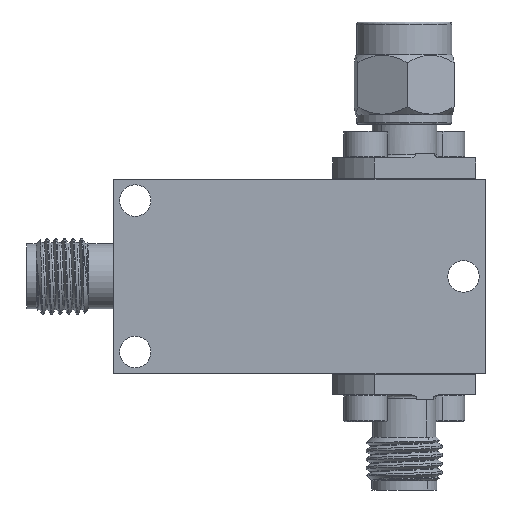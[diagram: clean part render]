
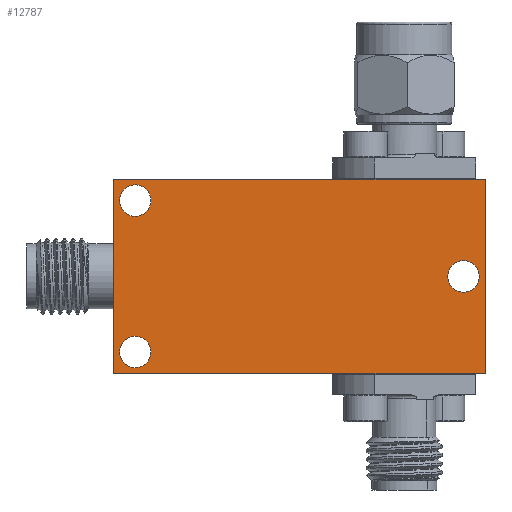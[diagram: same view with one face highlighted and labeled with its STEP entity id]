
A CAD part, front view. The second image highlights one B-rep face of the part: STEP entity #12787.
In plain terms, the highlighted planar face has unit normal (0, -1, 0).
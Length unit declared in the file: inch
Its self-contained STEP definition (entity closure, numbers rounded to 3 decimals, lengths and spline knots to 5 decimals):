
#43 = EDGE_CURVE ( 'NONE', #3800, #650, #13249, .T. ) ;
#157 = LINE ( 'NONE', #8886, #5688 ) ;
#168 = DIRECTION ( 'NONE',  ( 0., 0., -1. ) ) ;
#307 = VERTEX_POINT ( 'NONE', #2797 ) ;
#423 = CARTESIAN_POINT ( 'NONE',  ( -0.87, -0.515, 0.19425 ) ) ;
#598 = EDGE_LOOP ( 'NONE', ( #13117, #10138 ) ) ;
#650 = VERTEX_POINT ( 'NONE', #6334 ) ;
#659 = CARTESIAN_POINT ( 'NONE',  ( -0.87, -0.515, 0.29575 ) ) ;
#774 = CARTESIAN_POINT ( 'NONE',  ( -0.87, -0.515, -0.19325 ) ) ;
#797 = ORIENTED_EDGE ( 'NONE', *, *, #6869, .T. ) ;
#860 = CARTESIAN_POINT ( 'NONE',  ( -0.87, -0.515, 0.245 ) ) ;
#1158 = EDGE_CURVE ( 'NONE', #2330, #307, #2572, .T. ) ;
#1529 = EDGE_LOOP ( 'NONE', ( #9531, #8375, #9657, #797 ) ) ;
#1578 = DIRECTION ( 'NONE',  ( 0., 1., 0. ) ) ;
#1768 = DIRECTION ( 'NONE',  ( 0., 0., 1. ) ) ;
#1867 = EDGE_CURVE ( 'NONE', #8526, #11979, #13027, .T. ) ;
#2082 = EDGE_CURVE ( 'NONE', #11979, #8526, #7033, .T. ) ;
#2228 = DIRECTION ( 'NONE',  ( 0., 0., 1. ) ) ;
#2328 = CARTESIAN_POINT ( 'NONE',  ( 0.26, -0.515, 0.3145 ) ) ;
#2330 = VERTEX_POINT ( 'NONE', #2530 ) ;
#2530 = CARTESIAN_POINT ( 'NONE',  ( 0.19, -0.515, 0.05075 ) ) ;
#2572 = CIRCLE ( 'NONE', #10720, 0.05075 ) ;
#2625 = CARTESIAN_POINT ( 'NONE',  ( -0.87, -0.515, 0.245 ) ) ;
#2673 = DIRECTION ( 'NONE',  ( 0., 0., -1. ) ) ;
#2797 = CARTESIAN_POINT ( 'NONE',  ( 0.19, -0.515, -0.05075 ) ) ;
#2811 = CARTESIAN_POINT ( 'NONE',  ( -0.87, -0.515, -0.244 ) ) ;
#2888 = CARTESIAN_POINT ( 'NONE',  ( -0.94, -0.515, -0.3145 ) ) ;
#2943 = EDGE_CURVE ( 'NONE', #307, #2330, #8102, .T. ) ;
#3003 = DIRECTION ( 'NONE',  ( 0., 1., 0. ) ) ;
#3064 = CARTESIAN_POINT ( 'NONE',  ( -0.94, -0.515, 0.3145 ) ) ;
#3329 = CARTESIAN_POINT ( 'NONE',  ( 0.26, -0.515, -0.3145 ) ) ;
#3446 = PLANE ( 'NONE',  #4522 ) ;
#3646 = CARTESIAN_POINT ( 'NONE',  ( -0.94, -0.515, -0.3145 ) ) ;
#3800 = VERTEX_POINT ( 'NONE', #774 ) ;
#4484 = AXIS2_PLACEMENT_3D ( 'NONE', #2811, #1578, #4986 ) ;
#4522 = AXIS2_PLACEMENT_3D ( 'NONE', #3646, #13456, #168 ) ;
#4591 = FACE_OUTER_BOUND ( 'NONE', #1529, .T. ) ;
#4651 = CARTESIAN_POINT ( 'NONE',  ( -0.94, -0.515, -0.3145 ) ) ;
#4708 = LINE ( 'NONE', #6976, #8916 ) ;
#4977 = LINE ( 'NONE', #2888, #13308 ) ;
#4986 = DIRECTION ( 'NONE',  ( 0., 0., 1. ) ) ;
#5191 = CARTESIAN_POINT ( 'NONE',  ( 0.26, -0.515, -0.3145 ) ) ;
#5688 = VECTOR ( 'NONE', #7801, 39.37008 ) ;
#5974 = DIRECTION ( 'NONE',  ( 0., 0., 1. ) ) ;
#6147 = EDGE_CURVE ( 'NONE', #11072, #14308, #10884, .T. ) ;
#6333 = CIRCLE ( 'NONE', #4484, 0.05075 ) ;
#6334 = CARTESIAN_POINT ( 'NONE',  ( -0.87, -0.515, -0.29475 ) ) ;
#6729 = EDGE_LOOP ( 'NONE', ( #12639, #10938 ) ) ;
#6869 = EDGE_CURVE ( 'NONE', #11366, #11072, #4977, .T. ) ;
#6976 = CARTESIAN_POINT ( 'NONE',  ( -0.94, -0.515, -0.3145 ) ) ;
#7007 = AXIS2_PLACEMENT_3D ( 'NONE', #8361, #12747, #12684 ) ;
#7033 = CIRCLE ( 'NONE', #9571, 0.05075 ) ;
#7485 = DIRECTION ( 'NONE',  ( 0., 1., 0. ) ) ;
#7801 = DIRECTION ( 'NONE',  ( -1., 0., 0. ) ) ;
#7850 = DIRECTION ( 'NONE',  ( 0., 1., 0. ) ) ;
#7989 = VECTOR ( 'NONE', #9648, 39.37008 ) ;
#8102 = CIRCLE ( 'NONE', #12927, 0.05075 ) ;
#8361 = CARTESIAN_POINT ( 'NONE',  ( -0.87, -0.515, -0.244 ) ) ;
#8375 = ORIENTED_EDGE ( 'NONE', *, *, #14330, .T. ) ;
#8526 = VERTEX_POINT ( 'NONE', #659 ) ;
#8653 = ORIENTED_EDGE ( 'NONE', *, *, #10254, .T. ) ;
#8858 = CARTESIAN_POINT ( 'NONE',  ( 0.19, -0.515, 0. ) ) ;
#8886 = CARTESIAN_POINT ( 'NONE',  ( -0.94, -0.515, 0.3145 ) ) ;
#8916 = VECTOR ( 'NONE', #2673, 39.37008 ) ;
#9044 = ORIENTED_EDGE ( 'NONE', *, *, #43, .T. ) ;
#9050 = FACE_BOUND ( 'NONE', #598, .T. ) ;
#9387 = DIRECTION ( 'NONE',  ( 0., 1., 0. ) ) ;
#9531 = ORIENTED_EDGE ( 'NONE', *, *, #6147, .T. ) ;
#9571 = AXIS2_PLACEMENT_3D ( 'NONE', #860, #7485, #9805 ) ;
#9648 = DIRECTION ( 'NONE',  ( 0., 0., 1. ) ) ;
#9657 = ORIENTED_EDGE ( 'NONE', *, *, #10234, .T. ) ;
#9805 = DIRECTION ( 'NONE',  ( 0., 0., 1. ) ) ;
#10064 = FACE_BOUND ( 'NONE', #10355, .T. ) ;
#10138 = ORIENTED_EDGE ( 'NONE', *, *, #2943, .T. ) ;
#10145 = FACE_BOUND ( 'NONE', #6729, .T. ) ;
#10234 = EDGE_CURVE ( 'NONE', #11785, #11366, #4708, .T. ) ;
#10254 = EDGE_CURVE ( 'NONE', #650, #3800, #6333, .T. ) ;
#10355 = EDGE_LOOP ( 'NONE', ( #9044, #8653 ) ) ;
#10720 = AXIS2_PLACEMENT_3D ( 'NONE', #8858, #7850, #2228 ) ;
#10884 = LINE ( 'NONE', #5191, #7989 ) ;
#10938 = ORIENTED_EDGE ( 'NONE', *, *, #2082, .T. ) ;
#11072 = VERTEX_POINT ( 'NONE', #3329 ) ;
#11366 = VERTEX_POINT ( 'NONE', #4651 ) ;
#11540 = DIRECTION ( 'NONE',  ( 1., 0., 0. ) ) ;
#11729 = CARTESIAN_POINT ( 'NONE',  ( 0.19, -0.515, 0. ) ) ;
#11785 = VERTEX_POINT ( 'NONE', #3064 ) ;
#11979 = VERTEX_POINT ( 'NONE', #423 ) ;
#12639 = ORIENTED_EDGE ( 'NONE', *, *, #1867, .T. ) ;
#12684 = DIRECTION ( 'NONE',  ( 0., 0., 1. ) ) ;
#12747 = DIRECTION ( 'NONE',  ( 0., 1., 0. ) ) ;
#12787 = ADVANCED_FACE ( 'NONE', ( #4591, #10064, #10145, #9050 ), #3446, .T. ) ;
#12927 = AXIS2_PLACEMENT_3D ( 'NONE', #11729, #3003, #1768 ) ;
#13015 = AXIS2_PLACEMENT_3D ( 'NONE', #2625, #9387, #5974 ) ;
#13027 = CIRCLE ( 'NONE', #13015, 0.05075 ) ;
#13117 = ORIENTED_EDGE ( 'NONE', *, *, #1158, .T. ) ;
#13249 = CIRCLE ( 'NONE', #7007, 0.05075 ) ;
#13308 = VECTOR ( 'NONE', #11540, 39.37008 ) ;
#13456 = DIRECTION ( 'NONE',  ( 0., -1., 0. ) ) ;
#14308 = VERTEX_POINT ( 'NONE', #2328 ) ;
#14330 = EDGE_CURVE ( 'NONE', #14308, #11785, #157, .T. ) ;
